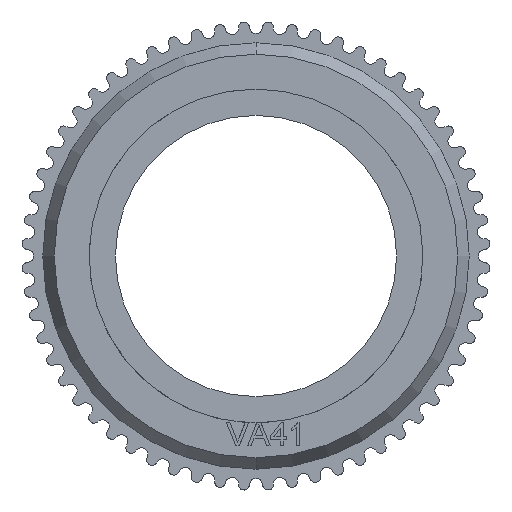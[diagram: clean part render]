
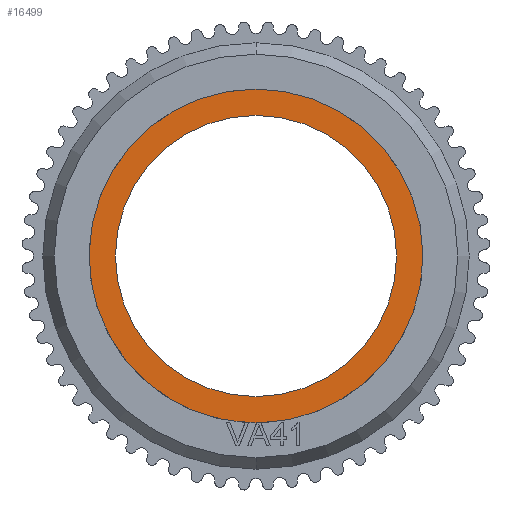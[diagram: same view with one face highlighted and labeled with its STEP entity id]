
A CAD part, front view. The second image highlights one B-rep face of the part: STEP entity #16499.
In plain terms, the highlighted planar face has unit normal (0, -1, 0).
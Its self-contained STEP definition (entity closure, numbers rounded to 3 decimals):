
#6337=CARTESIAN_POINT('',(0.,4.5,0.));
#6338=DIRECTION('',(0.,1.,0.));
#6339=DIRECTION('',(0.,0.,1.));
#6340=AXIS2_PLACEMENT_3D('',#6337,#6338,#6339);
#6342=CARTESIAN_POINT('',(0.,4.5,0.));
#6343=DIRECTION('',(0.,1.,0.));
#6344=DIRECTION('',(0.,0.,-1.));
#6345=AXIS2_PLACEMENT_3D('',#6342,#6343,#6344);
#6347=CARTESIAN_POINT('',(0.,4.5,0.));
#6348=DIRECTION('',(0.,-1.,0.));
#6349=DIRECTION('',(0.,0.,-1.));
#6350=AXIS2_PLACEMENT_3D('',#6347,#6348,#6349);
#6352=CARTESIAN_POINT('',(0.,4.5,0.));
#6353=DIRECTION('',(0.,-1.,0.));
#6354=DIRECTION('',(0.,0.,1.));
#6355=AXIS2_PLACEMENT_3D('',#6352,#6353,#6354);
#8812=CARTESIAN_POINT('',(0.,4.5,-12.));
#8813=VERTEX_POINT('',#8812);
#8814=CARTESIAN_POINT('',(0.,4.5,12.));
#8815=VERTEX_POINT('',#8814);
#8816=CARTESIAN_POINT('',(0.,4.5,14.25));
#8817=CARTESIAN_POINT('',(0.,4.5,-14.25));
#8818=VERTEX_POINT('',#8816);
#8819=VERTEX_POINT('',#8817);
#16484=CARTESIAN_POINT('',(14.25,4.5,0.));
#16485=DIRECTION('',(0.,1.,0.));
#16486=DIRECTION('',(0.,0.,1.));
#16487=AXIS2_PLACEMENT_3D('',#16484,#16485,#16486);
#16488=PLANE('',#16487);
#16490=ORIENTED_EDGE('',*,*,#16489,.T.);
#16492=ORIENTED_EDGE('',*,*,#16491,.T.);
#16493=EDGE_LOOP('',(#16490,#16492));
#16494=FACE_OUTER_BOUND('',#16493,.F.);
#16495=ORIENTED_EDGE('',*,*,#16466,.T.);
#16496=ORIENTED_EDGE('',*,*,#16476,.T.);
#16497=EDGE_LOOP('',(#16495,#16496));
#16498=FACE_BOUND('',#16497,.F.);
#16499=ADVANCED_FACE('',(#16494,#16498),#16488,.F.);
#6341=CIRCLE('',#6340,14.25);
#6346=CIRCLE('',#6345,14.25);
#6351=CIRCLE('',#6350,12.);
#6356=CIRCLE('',#6355,12.);
#16466=EDGE_CURVE('',#8813,#8815,#6351,.T.);
#16476=EDGE_CURVE('',#8815,#8813,#6356,.T.);
#16489=EDGE_CURVE('',#8818,#8819,#6341,.T.);
#16491=EDGE_CURVE('',#8819,#8818,#6346,.T.);
